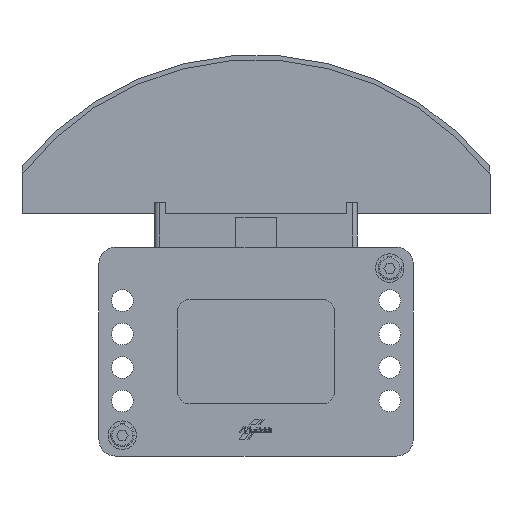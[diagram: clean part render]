
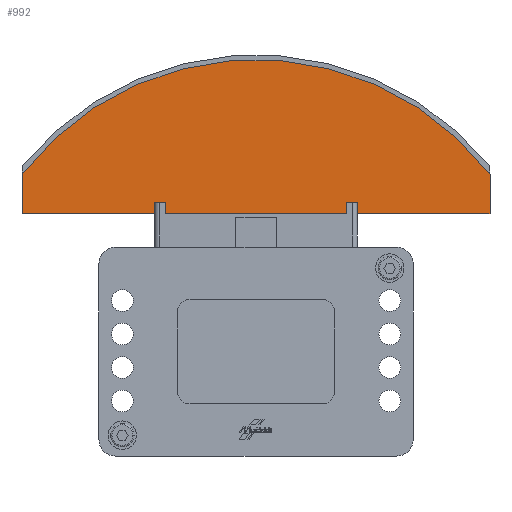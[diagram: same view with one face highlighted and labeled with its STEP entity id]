
A CAD part, front view. The second image highlights one B-rep face of the part: STEP entity #992.
In plain terms, the highlighted planar face has unit normal (0, -1, 0).
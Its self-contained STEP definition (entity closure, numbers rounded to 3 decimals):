
#992=ADVANCED_FACE('',(#2099),#2100,.T.);
#2099=FACE_OUTER_BOUND('',#3298,.T.);
#2100=PLANE('',#3299);
#3298=EDGE_LOOP('',(#6273,#6274,#6275,#6276,#6277,#6278,#6279,#6280,#6281,#6282,#6283,#6284,#6285));
#3299=AXIS2_PLACEMENT_3D('',#6286,#6287,#6288);
#6273=ORIENTED_EDGE('',*,*,#8068,.F.);
#6274=ORIENTED_EDGE('',*,*,#8066,.T.);
#6275=ORIENTED_EDGE('',*,*,#8069,.T.);
#6276=ORIENTED_EDGE('',*,*,#8070,.T.);
#6277=ORIENTED_EDGE('',*,*,#8071,.F.);
#6278=ORIENTED_EDGE('',*,*,#8072,.F.);
#6279=ORIENTED_EDGE('',*,*,#8073,.F.);
#6280=ORIENTED_EDGE('',*,*,#8074,.T.);
#6281=ORIENTED_EDGE('',*,*,#8075,.F.);
#6282=ORIENTED_EDGE('',*,*,#8076,.F.);
#6283=ORIENTED_EDGE('',*,*,#8077,.T.);
#6284=ORIENTED_EDGE('',*,*,#8078,.T.);
#6285=ORIENTED_EDGE('',*,*,#8079,.F.);
#6286=CARTESIAN_POINT('',(0.,-29.0,89.636));
#6287=DIRECTION('',(0.0,-1.0,0.0));
#6288=DIRECTION('',(1.0,0.0,0.0));
#8066=EDGE_CURVE('',#9930,#9932,#9934,.T.);
#8068=EDGE_CURVE('',#9930,#9936,#9937,.T.);
#8069=EDGE_CURVE('',#9932,#9938,#9939,.T.);
#8070=EDGE_CURVE('',#9938,#9940,#9941,.T.);
#8071=EDGE_CURVE('',#9942,#9940,#9943,.T.);
#8072=EDGE_CURVE('',#9944,#9942,#9945,.T.);
#8073=EDGE_CURVE('',#9946,#9944,#9947,.T.);
#8074=EDGE_CURVE('',#9946,#9948,#9949,.T.);
#8075=EDGE_CURVE('',#9950,#9948,#9951,.T.);
#8076=EDGE_CURVE('',#9952,#9950,#9953,.T.);
#8077=EDGE_CURVE('',#9952,#9954,#9955,.T.);
#8078=EDGE_CURVE('',#9954,#9956,#9957,.T.);
#8079=EDGE_CURVE('',#9936,#9956,#9958,.T.);
#9930=VERTEX_POINT('',#12417);
#9932=VERTEX_POINT('',#12420);
#9934=LINE('',#12423,#12424);
#9936=VERTEX_POINT('',#12426);
#9937=LINE('',#12427,#12428);
#9938=VERTEX_POINT('',#12429);
#9939=LINE('',#12430,#12431);
#9940=VERTEX_POINT('',#12432);
#9941=LINE('',#12433,#12434);
#9942=VERTEX_POINT('',#12435);
#9943=LINE('',#12436,#12437);
#9944=VERTEX_POINT('',#12438);
#9945=LINE('',#12439,#12440);
#9946=VERTEX_POINT('',#12441);
#9947=LINE('',#12442,#12443);
#9948=VERTEX_POINT('',#12444);
#9949=CIRCLE('',#12445,88.6);
#9950=VERTEX_POINT('',#12446);
#9951=LINE('',#12447,#12448);
#9952=VERTEX_POINT('',#12449);
#9953=LINE('',#12450,#12451);
#9954=VERTEX_POINT('',#12452);
#9955=LINE('',#12453,#12454);
#9956=VERTEX_POINT('',#12455);
#9957=LINE('',#12456,#12457);
#9958=LINE('',#12458,#12459);
#12417=CARTESIAN_POINT('',(-26.99,-29.0,72.5));
#12420=CARTESIAN_POINT('',(27.,-29.0,72.5));
#12423=CARTESIAN_POINT('',(0.,-29.0,72.5));
#12424=VECTOR('',#14305,1.0);
#12426=CARTESIAN_POINT('',(-26.99,-29.0,75.999));
#12427=CARTESIAN_POINT('',(-26.99,-29.0,81.943));
#12428=VECTOR('',#14306,1.0);
#12429=CARTESIAN_POINT('',(27.,-29.0,76.0));
#12430=CARTESIAN_POINT('',(27.,-29.0,81.943));
#12431=VECTOR('',#14307,1.0);
#12432=CARTESIAN_POINT('',(30.251,-29.0,76.));
#12433=CARTESIAN_POINT('',(14.312,-29.0,76.0));
#12434=VECTOR('',#14308,1.0);
#12435=CARTESIAN_POINT('',(30.251,-29.0,72.5));
#12436=CARTESIAN_POINT('',(30.251,-29.0,74.25));
#12437=VECTOR('',#14309,1.0);
#12438=CARTESIAN_POINT('',(70.0,-29.0,72.5));
#12439=CARTESIAN_POINT('',(70.0,-29.0,72.5));
#12440=VECTOR('',#14310,1.0);
#12441=CARTESIAN_POINT('',(70.0,-29.0,84.314));
#12442=CARTESIAN_POINT('',(70.0,-29.0,86.569));
#12443=VECTOR('',#14311,1.0);
#12444=CARTESIAN_POINT('',(-70.0,-29.0,84.314));
#12445=AXIS2_PLACEMENT_3D('',#14312,#14313,#14314);
#12446=CARTESIAN_POINT('',(-70.0,-29.0,72.5));
#12447=CARTESIAN_POINT('',(-70.0,-29.0,72.5));
#12448=VECTOR('',#14315,1.0);
#12449=CARTESIAN_POINT('',(-30.25,-29.0,72.5));
#12450=CARTESIAN_POINT('',(70.0,-29.0,72.5));
#12451=VECTOR('',#14316,1.0);
#12452=CARTESIAN_POINT('',(-30.25,-29.0,76.0));
#12453=CARTESIAN_POINT('',(-30.25,-29.0,81.943));
#12454=VECTOR('',#14317,1.0);
#12455=CARTESIAN_POINT('',(-27.,-29.0,76.));
#12456=CARTESIAN_POINT('',(-14.313,-29.0,76.0));
#12457=VECTOR('',#14318,1.0);
#12458=CARTESIAN_POINT('',(-14.308,-29.0,75.999));
#12459=VECTOR('',#14319,1.0);
#14305=DIRECTION('',(1.0,0.0,-0.0));
#14306=DIRECTION('',(0.0,0.0,1.0));
#14307=DIRECTION('',(-0.0,0.0,1.0));
#14308=DIRECTION('',(1.0,0.0,-0.0));
#14309=DIRECTION('',(-0.0,-0.0,1.0));
#14310=DIRECTION('',(-1.0,0.0,0.0));
#14311=DIRECTION('',(0.0,0.0,-1.0));
#14312=CARTESIAN_POINT('',(0.0,-29.0,30.0));
#14313=DIRECTION('',(0.0,-1.0,0.0));
#14314=DIRECTION('',(1.0,0.0,0.0));
#14315=DIRECTION('',(0.0,0.0,1.0));
#14316=DIRECTION('',(-1.0,0.0,0.0));
#14317=DIRECTION('',(-0.0,0.0,1.0));
#14318=DIRECTION('',(1.0,0.0,-0.0));
#14319=DIRECTION('',(-1.0,-0.0,-0.0));
